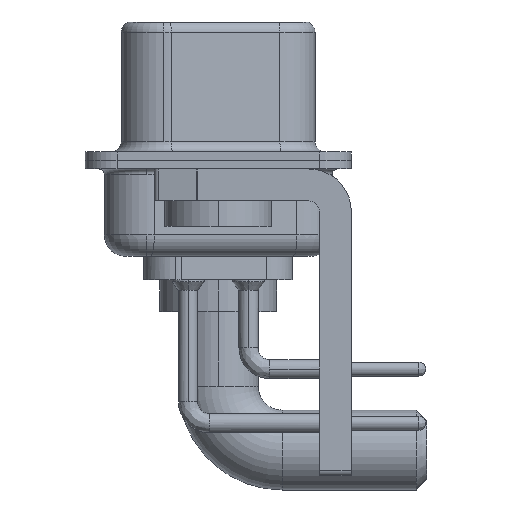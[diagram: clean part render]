
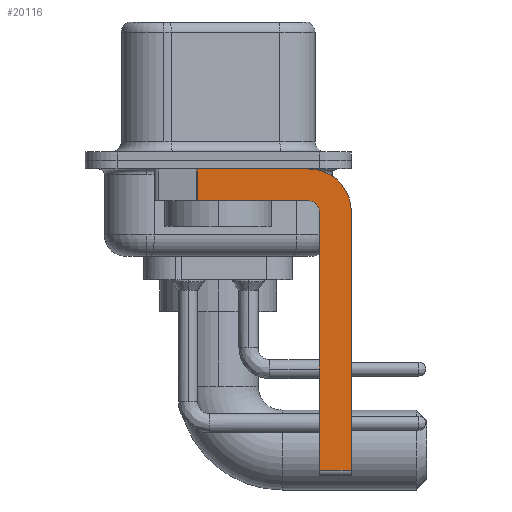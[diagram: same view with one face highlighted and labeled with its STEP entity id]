
A CAD part, left-side view. The second image highlights one B-rep face of the part: STEP entity #20116.
In plain terms, the highlighted planar face has unit normal (-1, 0, 0).
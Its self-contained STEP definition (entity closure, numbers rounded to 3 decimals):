
#420 = CARTESIAN_POINT ( 'NONE',  ( -2.9, -6.25, -2.4 ) ) ;
#618 = VECTOR ( 'NONE', #22211, 1000. ) ;
#636 = CARTESIAN_POINT ( 'NONE',  ( -2.9, -4.25, -2.4 ) ) ;
#748 = DIRECTION ( 'NONE',  ( 0., 0., -1. ) ) ;
#791 = CARTESIAN_POINT ( 'NONE',  ( -2.9, -4.75, -2.4 ) ) ;
#1489 = FACE_OUTER_BOUND ( 'NONE', #17537, .T. ) ;
#1695 = DIRECTION ( 'NONE',  ( 0., -1., 0. ) ) ;
#1977 = ORIENTED_EDGE ( 'NONE', *, *, #14229, .F. ) ;
#2199 = VERTEX_POINT ( 'NONE', #3211 ) ;
#2775 = DIRECTION ( 'NONE',  ( 1., 0., 0. ) ) ;
#2803 = CARTESIAN_POINT ( 'NONE',  ( -2.9, -6.25, -2.4 ) ) ;
#2852 = CARTESIAN_POINT ( 'NONE',  ( -2.9, -4.75, -14.55 ) ) ;
#3211 = CARTESIAN_POINT ( 'NONE',  ( -2.9, -4.25, -1.9 ) ) ;
#3893 = VERTEX_POINT ( 'NONE', #2852 ) ;
#4369 = AXIS2_PLACEMENT_3D ( 'NONE', #636, #10829, #7148 ) ;
#4636 = EDGE_CURVE ( 'NONE', #3893, #14341, #21156, .T. ) ;
#5416 = DIRECTION ( 'NONE',  ( 0., 0., 1. ) ) ;
#5672 = ORIENTED_EDGE ( 'NONE', *, *, #8847, .F. ) ;
#5808 = LINE ( 'NONE', #20199, #7569 ) ;
#5865 = CIRCLE ( 'NONE', #4369, 0.5 ) ;
#5967 = VERTEX_POINT ( 'NONE', #19271 ) ;
#6176 = CARTESIAN_POINT ( 'NONE',  ( -2.9, -4.25, -1.9 ) ) ;
#6388 = CARTESIAN_POINT ( 'NONE',  ( -2.9, -6.25, -14.55 ) ) ;
#7147 = VECTOR ( 'NONE', #15829, 1000. ) ;
#7148 = DIRECTION ( 'NONE',  ( 0., 0., 1. ) ) ;
#7171 = CARTESIAN_POINT ( 'NONE',  ( -2.9, -4.75, -14.8 ) ) ;
#7445 = AXIS2_PLACEMENT_3D ( 'NONE', #19790, #22859, #13893 ) ;
#7569 = VECTOR ( 'NONE', #1695, 1000. ) ;
#7654 = VERTEX_POINT ( 'NONE', #791 ) ;
#8285 = CARTESIAN_POINT ( 'NONE',  ( -2.9, -4.25, -2.4 ) ) ;
#8847 = EDGE_CURVE ( 'NONE', #21409, #14341, #9860, .T. ) ;
#8946 = LINE ( 'NONE', #7171, #19912 ) ;
#9299 = EDGE_CURVE ( 'NONE', #21482, #21409, #21914, .T. ) ;
#9586 = LINE ( 'NONE', #6176, #618 ) ;
#9662 = ORIENTED_EDGE ( 'NONE', *, *, #16214, .F. ) ;
#9860 = LINE ( 'NONE', #2803, #21530 ) ;
#10082 = CARTESIAN_POINT ( 'NONE',  ( -2.9, -4.25, -14.55 ) ) ;
#10089 = ORIENTED_EDGE ( 'NONE', *, *, #9299, .F. ) ;
#10389 = ORIENTED_EDGE ( 'NONE', *, *, #18643, .F. ) ;
#10829 = DIRECTION ( 'NONE',  ( -1., 0., 0. ) ) ;
#10938 = CARTESIAN_POINT ( 'NONE',  ( -2.9, -4.25, -0.4 ) ) ;
#12615 = CARTESIAN_POINT ( 'NONE',  ( -2.9, 0.978, -0.4 ) ) ;
#12786 = LINE ( 'NONE', #20087, #21913 ) ;
#13893 = DIRECTION ( 'NONE',  ( 0., 0., -1. ) ) ;
#14126 = EDGE_CURVE ( 'NONE', #21255, #5967, #12786, .T. ) ;
#14229 = EDGE_CURVE ( 'NONE', #21255, #21482, #5808, .T. ) ;
#14341 = VERTEX_POINT ( 'NONE', #6388 ) ;
#14775 = DIRECTION ( 'NONE',  ( 0., 0., -1. ) ) ;
#15829 = DIRECTION ( 'NONE',  ( 0., -1., 0. ) ) ;
#16119 = PLANE ( 'NONE',  #7445 ) ;
#16214 = EDGE_CURVE ( 'NONE', #2199, #5967, #9586, .T. ) ;
#16891 = ORIENTED_EDGE ( 'NONE', *, *, #4636, .T. ) ;
#16907 = ORIENTED_EDGE ( 'NONE', *, *, #14126, .T. ) ;
#17537 = EDGE_LOOP ( 'NONE', ( #1977, #16907, #9662, #10389, #23098, #16891, #5672, #10089 ) ) ;
#18267 = EDGE_CURVE ( 'NONE', #3893, #7654, #8946, .T. ) ;
#18643 = EDGE_CURVE ( 'NONE', #7654, #2199, #5865, .T. ) ;
#18956 = DIRECTION ( 'NONE',  ( 0., 0., -1. ) ) ;
#19271 = CARTESIAN_POINT ( 'NONE',  ( -2.9, 0.978, -1.9 ) ) ;
#19290 = AXIS2_PLACEMENT_3D ( 'NONE', #8285, #2775, #748 ) ;
#19790 = CARTESIAN_POINT ( 'NONE',  ( -2.9, -4.25, -2.4 ) ) ;
#19912 = VECTOR ( 'NONE', #5416, 1000. ) ;
#20087 = CARTESIAN_POINT ( 'NONE',  ( -2.9, 0.978, -1.9 ) ) ;
#20116 = ADVANCED_FACE ( 'NONE', ( #1489 ), #16119, .F. ) ;
#20199 = CARTESIAN_POINT ( 'NONE',  ( -2.9, 3., -0.4 ) ) ;
#21156 = LINE ( 'NONE', #10082, #7147 ) ;
#21255 = VERTEX_POINT ( 'NONE', #12615 ) ;
#21409 = VERTEX_POINT ( 'NONE', #420 ) ;
#21482 = VERTEX_POINT ( 'NONE', #10938 ) ;
#21530 = VECTOR ( 'NONE', #18956, 1000. ) ;
#21913 = VECTOR ( 'NONE', #14775, 1000. ) ;
#21914 = CIRCLE ( 'NONE', #19290, 2. ) ;
#22211 = DIRECTION ( 'NONE',  ( 0., 1., 0. ) ) ;
#22859 = DIRECTION ( 'NONE',  ( 1., 0., 0. ) ) ;
#23098 = ORIENTED_EDGE ( 'NONE', *, *, #18267, .F. ) ;
